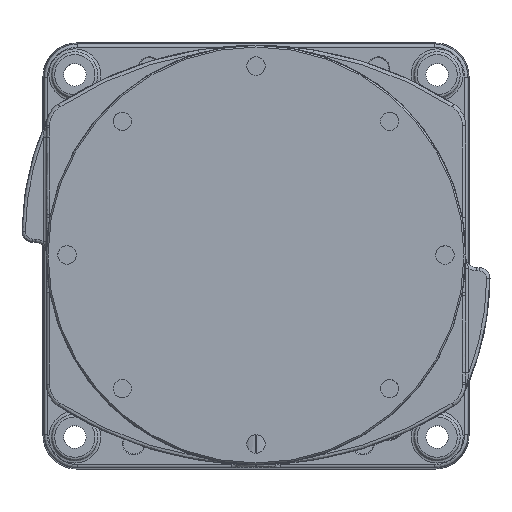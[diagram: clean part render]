
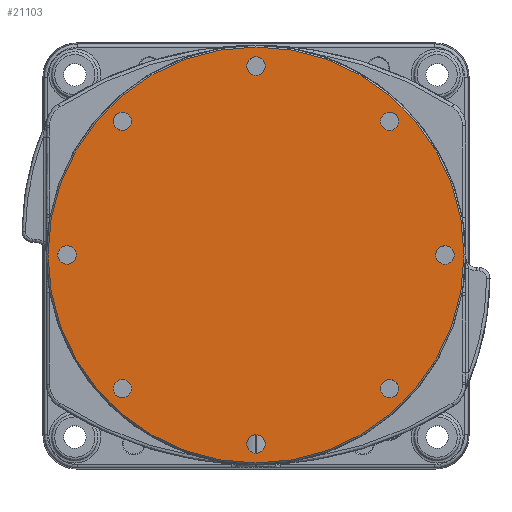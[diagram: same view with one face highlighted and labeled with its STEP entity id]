
A CAD part, top view. The second image highlights one B-rep face of the part: STEP entity #21103.
In plain terms, the highlighted planar face has unit normal (0, 0, 1).
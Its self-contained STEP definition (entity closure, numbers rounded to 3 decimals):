
#1296=FACE_BOUND('',#4386,.T.);
#1297=FACE_BOUND('',#4387,.T.);
#1298=FACE_BOUND('',#4388,.T.);
#1299=FACE_BOUND('',#4389,.T.);
#1300=FACE_BOUND('',#4390,.T.);
#1301=FACE_BOUND('',#4391,.T.);
#1302=FACE_BOUND('',#4392,.T.);
#1303=FACE_BOUND('',#4393,.T.);
#1490=CIRCLE('',#22763,124.);
#1491=CIRCLE('',#22764,5.5);
#1492=CIRCLE('',#22765,5.5);
#1493=CIRCLE('',#22766,5.5);
#1494=CIRCLE('',#22767,5.5);
#1495=CIRCLE('',#22768,5.5);
#1496=CIRCLE('',#22769,5.5);
#1497=CIRCLE('',#22770,5.5);
#1498=CIRCLE('',#22771,5.5);
#2952=FACE_OUTER_BOUND('',#4385,.T.);
#4385=EDGE_LOOP('',(#13605));
#4386=EDGE_LOOP('',(#13606));
#4387=EDGE_LOOP('',(#13607));
#4388=EDGE_LOOP('',(#13608));
#4389=EDGE_LOOP('',(#13609));
#4390=EDGE_LOOP('',(#13610));
#4391=EDGE_LOOP('',(#13611));
#4392=EDGE_LOOP('',(#13612));
#4393=EDGE_LOOP('',(#13613));
#8461=VERTEX_POINT('',#31187);
#8462=VERTEX_POINT('',#31189);
#8463=VERTEX_POINT('',#31191);
#8464=VERTEX_POINT('',#31193);
#8465=VERTEX_POINT('',#31195);
#8466=VERTEX_POINT('',#31197);
#8467=VERTEX_POINT('',#31199);
#8468=VERTEX_POINT('',#31201);
#8469=VERTEX_POINT('',#31203);
#10388=EDGE_CURVE('',#8461,#8461,#1490,.T.);
#10389=EDGE_CURVE('',#8462,#8462,#1491,.T.);
#10390=EDGE_CURVE('',#8463,#8463,#1492,.T.);
#10391=EDGE_CURVE('',#8464,#8464,#1493,.T.);
#10392=EDGE_CURVE('',#8465,#8465,#1494,.T.);
#10393=EDGE_CURVE('',#8466,#8466,#1495,.T.);
#10394=EDGE_CURVE('',#8467,#8467,#1496,.T.);
#10395=EDGE_CURVE('',#8468,#8468,#1497,.T.);
#10396=EDGE_CURVE('',#8469,#8469,#1498,.T.);
#13605=ORIENTED_EDGE('',*,*,#10388,.F.);
#13606=ORIENTED_EDGE('',*,*,#10389,.T.);
#13607=ORIENTED_EDGE('',*,*,#10390,.T.);
#13608=ORIENTED_EDGE('',*,*,#10391,.T.);
#13609=ORIENTED_EDGE('',*,*,#10392,.T.);
#13610=ORIENTED_EDGE('',*,*,#10393,.T.);
#13611=ORIENTED_EDGE('',*,*,#10394,.T.);
#13612=ORIENTED_EDGE('',*,*,#10395,.T.);
#13613=ORIENTED_EDGE('',*,*,#10396,.T.);
#19995=PLANE('',#22762);
#21103=ADVANCED_FACE('',(#2952,#1296,#1297,#1298,#1299,#1300,#1301,#1302,
#1303),#19995,.F.);
#22762=AXIS2_PLACEMENT_3D('',#31186,#25414,#25415);
#22763=AXIS2_PLACEMENT_3D('',#31188,#25416,#25417);
#22764=AXIS2_PLACEMENT_3D('',#31190,#25418,#25419);
#22765=AXIS2_PLACEMENT_3D('',#31192,#25420,#25421);
#22766=AXIS2_PLACEMENT_3D('',#31194,#25422,#25423);
#22767=AXIS2_PLACEMENT_3D('',#31196,#25424,#25425);
#22768=AXIS2_PLACEMENT_3D('',#31198,#25426,#25427);
#22769=AXIS2_PLACEMENT_3D('',#31200,#25428,#25429);
#22770=AXIS2_PLACEMENT_3D('',#31202,#25430,#25431);
#22771=AXIS2_PLACEMENT_3D('',#31204,#25432,#25433);
#25414=DIRECTION('center_axis',(0.,0.,-1.));
#25415=DIRECTION('ref_axis',(-1.,0.,0.));
#25416=DIRECTION('center_axis',(0.,0.,-1.));
#25417=DIRECTION('ref_axis',(-1.,0.,0.));
#25418=DIRECTION('center_axis',(0.,0.,-1.));
#25419=DIRECTION('ref_axis',(0.707,-0.707,0.));
#25420=DIRECTION('center_axis',(0.,0.,-1.));
#25421=DIRECTION('ref_axis',(0.,-1.,0.));
#25422=DIRECTION('center_axis',(0.,0.,-1.));
#25423=DIRECTION('ref_axis',(-0.707,-0.707,0.));
#25424=DIRECTION('center_axis',(0.,0.,-1.));
#25425=DIRECTION('ref_axis',(-1.,0.,0.));
#25426=DIRECTION('center_axis',(0.,0.,-1.));
#25427=DIRECTION('ref_axis',(-0.707,0.707,0.));
#25428=DIRECTION('center_axis',(0.,0.,-1.));
#25429=DIRECTION('ref_axis',(0.,1.,0.));
#25430=DIRECTION('center_axis',(0.,0.,-1.));
#25431=DIRECTION('ref_axis',(0.707,0.707,0.));
#25432=DIRECTION('center_axis',(0.,0.,-1.));
#25433=DIRECTION('ref_axis',(1.,0.,0.));
#31186=CARTESIAN_POINT('Origin',(0.,0.,0.));
#31187=CARTESIAN_POINT('',(124.,0.,0.));
#31188=CARTESIAN_POINT('Origin',(0.,0.,0.));
#31189=CARTESIAN_POINT('',(83.545,75.766,0.));
#31190=CARTESIAN_POINT('Origin',(79.656,79.656,0.));
#31191=CARTESIAN_POINT('',(112.65,-5.5,0.));
#31192=CARTESIAN_POINT('Origin',(112.65,0.,0.));
#31193=CARTESIAN_POINT('',(75.766,-83.545,0.));
#31194=CARTESIAN_POINT('Origin',(79.656,-79.656,0.));
#31195=CARTESIAN_POINT('',(-5.5,-112.65,0.));
#31196=CARTESIAN_POINT('Origin',(0.,-112.65,0.));
#31197=CARTESIAN_POINT('',(-83.545,-75.766,0.));
#31198=CARTESIAN_POINT('Origin',(-79.656,-79.656,0.));
#31199=CARTESIAN_POINT('',(-112.65,5.5,0.));
#31200=CARTESIAN_POINT('Origin',(-112.65,0.,0.));
#31201=CARTESIAN_POINT('',(-75.766,83.545,0.));
#31202=CARTESIAN_POINT('Origin',(-79.656,79.656,0.));
#31203=CARTESIAN_POINT('',(5.5,112.65,0.));
#31204=CARTESIAN_POINT('Origin',(0.,112.65,0.));
